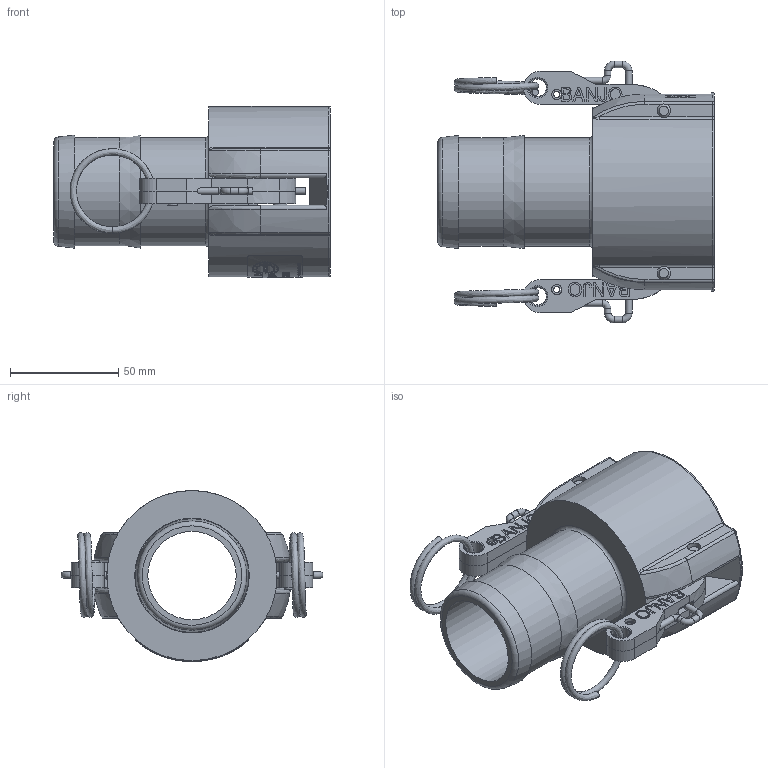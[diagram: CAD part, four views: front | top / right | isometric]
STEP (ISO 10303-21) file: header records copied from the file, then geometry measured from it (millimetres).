
FILE_DESCRIPTION(/* description */ ('2" Female Coupler X 2" HB W/ Locking Cam Arms'),/* implementation_level */ '2;1');
FILE_NAME(/* name */ 'L200C.stp',/* time_stamp */ '2016-12-05T11:14:01-05:00',/* author */ ('ETQ'),/* organization */ (''),/* preprocessor_version */ 'ST-DEVELOPER v16.5',/* originating_system */ 'Autodesk Inventor 2017',/* authorisation */ '');
FILE_SCHEMA (('AUTOMOTIVE_DESIGN { 1 0 10303 214 3 1 1 }'));
Length unit declared in the file: inch
Products named in the file (13): L200C; 200XMC; 200XC; 200KL; 201KL; 202KL; 205KL; 203KL; RP019044; 150RING; 200PKL; 200G; 150(200)D
Assembly tree (14 placements, depth 3):
  L200C
    200XMC
      200XC
    200KL  x2
      201KL
      202KL
      205KL
      203KL
      RP019044
      150RING
    200PKL  x2
    200G
    150(200)D
Bounding box: 127.76 x 121.18 x 79.12 mm (x, y, z)
Volume: 194856.6 mm3; surface area: 85918.1 mm2
Topology: 17 solids, 17 shells, 2115 faces, 5629 edges, 3723 vertices
Faces by surface type: plane 1001, bspline 754, cylinder 309, torus 27, cone 20, sphere 4
Full cylindrical faces by diameter (mm): 3.048 x18, 4.115 x2, 4.75 x4, 6.325 x4, 6.35 x4, 6.553 x4, 8.001 x4, 40.894 x1, 50.038 x2, 50.8 x1, 64.135 x1, 66.675 x1, 67.691 x1
Entity records: 159641 total; most frequent: CARTESIAN_POINT 116191, ORIENTED_EDGE 9652, DIRECTION 7029, EDGE_CURVE 4826, VERTEX_POINT 3227, AXIS2_PLACEMENT_3D 2344, LINE 2341, VECTOR 2341
